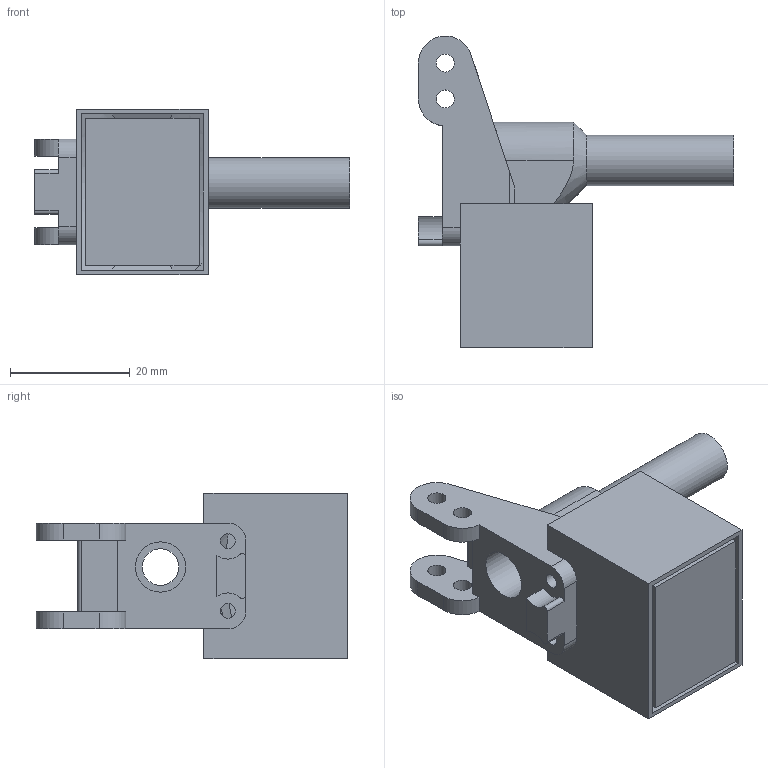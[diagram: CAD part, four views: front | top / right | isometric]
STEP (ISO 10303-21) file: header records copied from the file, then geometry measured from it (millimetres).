
FILE_DESCRIPTION(/* description */ (''),/* implementation_level */ '2;1');
FILE_NAME(/* name */ 'Gun_Barrel.step',/* time_stamp */ '2023-06-20T21:34:36+02:00',/* author */ (''),/* organization */ (''),/* preprocessor_version */ 'ST-DEVELOPER v19.2',/* originating_system */ 'Autodesk Translation Framework v12.6.0.85',/* authorisation */ '');
FILE_SCHEMA (('AUTOMOTIVE_DESIGN { 1 0 10303 214 3 1 1 }'));
Length unit declared in the file: millimetre
Products named in the file (5): GunBarrel; Hopper; Lid; Case; Barrel
Assembly tree (4 placements, depth 3):
  GunBarrel
    Hopper
      Lid
      Case
    Barrel
Bounding box: 52.6 x 51.99 x 27.65 mm (x, y, z)
Volume: 10369.7 mm3; surface area: 11289.1 mm2
Topology: 3 solids, 3 shells, 94 faces, 250 edges, 165 vertices
Faces by surface type: plane 65, cylinder 24, cone 4, bspline 1
Full cylindrical faces by diameter (mm): 2.5 x4, 3 x4, 6.1 x1, 6.2 x1, 8.4 x2
Entity records: 3156 total; most frequent: CARTESIAN_POINT 621, ORIENTED_EDGE 500, DIRECTION 496, EDGE_CURVE 250, LINE 174, VECTOR 174, VERTEX_POINT 165, AXIS2_PLACEMENT_3D 161
